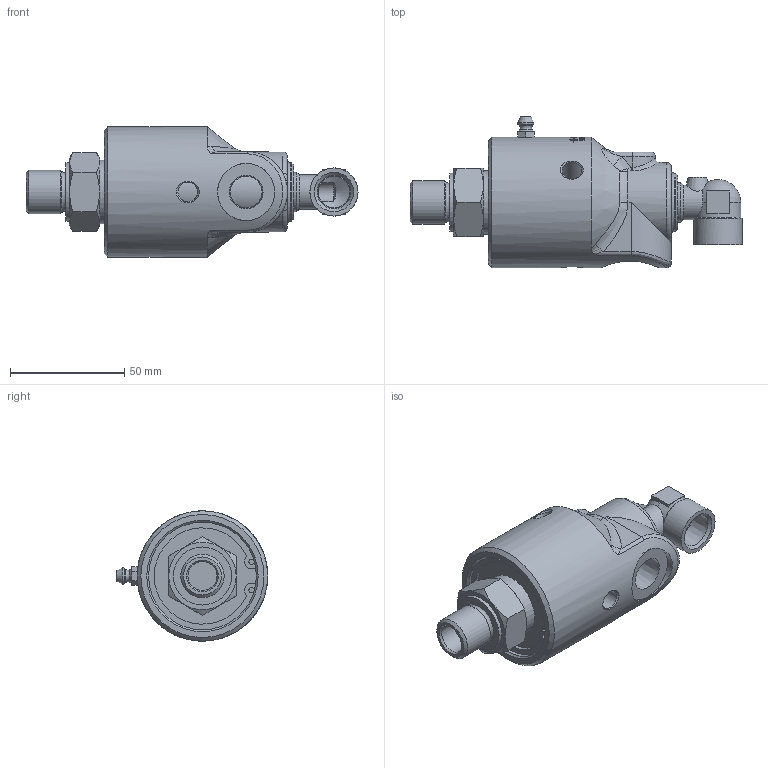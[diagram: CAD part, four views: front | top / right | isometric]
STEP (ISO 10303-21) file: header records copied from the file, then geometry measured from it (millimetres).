
FILE_DESCRIPTION(/* description */ (''),/* implementation_level */ '2;1');
FILE_NAME(/* name */ '157-050-021012-IC.stp',/* time_stamp */ '2020-06-04T16:11:28-05:00',/* author */ ('manton'),/* organization */ (''),/* preprocessor_version */ 'ST-DEVELOPER v18',/* originating_system */ 'Autodesk Inventor 2020',/* authorisation */ '');
FILE_SCHEMA (('AUTOMOTIVE_DESIGN { 1 0 10303 214 3 1 1 }'));
Products named in the file (1): 157-050-021012-IC
Bounding box: 145.09 x 66.13 x 57 mm (x, y, z)
Volume: 180653.5 mm3; surface area: 28708.5 mm2
Topology: 1 solids, 1 shells, 458 faces, 1221 edges, 809 vertices
Faces by surface type: bspline 204, plane 146, cylinder 73, cone 26, torus 8, sphere 1
Full cylindrical faces by diameter (mm): 2.362 x2, 8.6 x4, 12.7 x1, 13.889 x2, 15 x1, 19 x1, 19.011 x1, 21 x1, 25 x1, 25.4 x2, 27.8 x1, 47.07 x1, 57 x1
Entity records: 59069 total; most frequent: CARTESIAN_POINT 48380, ORIENTED_EDGE 2432, DIRECTION 1729, EDGE_CURVE 1216, VERTEX_POINT 809, AXIS2_PLACEMENT_3D 639, EDGE_LOOP 509, FACE_OUTER_BOUND 458
